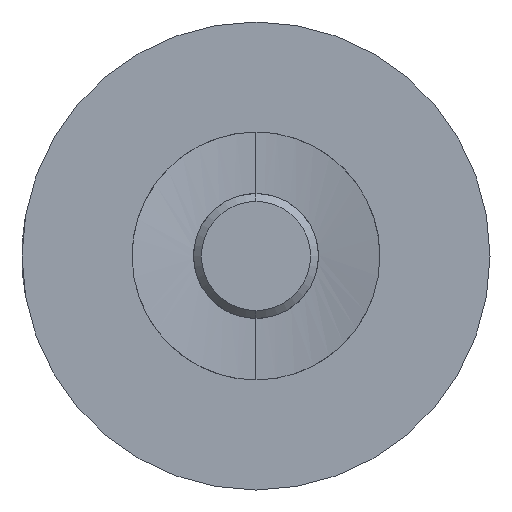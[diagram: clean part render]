
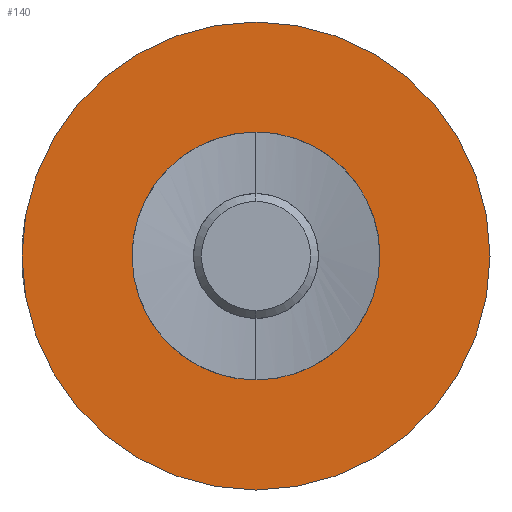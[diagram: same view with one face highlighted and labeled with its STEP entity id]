
A CAD part, left-side view. The second image highlights one B-rep face of the part: STEP entity #140.
In plain terms, the highlighted planar face has unit normal (-1, 0, 0).
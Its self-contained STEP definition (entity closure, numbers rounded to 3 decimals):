
#2 = DIRECTION ( 'NONE',  ( 0., 0., -1. ) ) ;
#115 = ORIENTED_EDGE ( 'NONE', *, *, #373, .F. ) ;
#119 = AXIS2_PLACEMENT_3D ( 'NONE', #1680, #1197, #1653 ) ;
#132 = CIRCLE ( 'NONE', #1527, 4. ) ;
#140 = ADVANCED_FACE ( 'NONE', ( #1436, #988 ), #1606, .F. ) ;
#163 = DIRECTION ( 'NONE',  ( 0., 0., -1. ) ) ;
#187 = DIRECTION ( 'NONE',  ( -1., 0., 0. ) ) ;
#200 = EDGE_LOOP ( 'NONE', ( #203, #1989 ) ) ;
#203 = ORIENTED_EDGE ( 'NONE', *, *, #312, .F. ) ;
#204 = AXIS2_PLACEMENT_3D ( 'NONE', #1078, #469, #163 ) ;
#312 = EDGE_CURVE ( 'NONE', #1875, #1950, #1077, .T. ) ;
#346 = AXIS2_PLACEMENT_3D ( 'NONE', #1079, #1046, #590 ) ;
#373 = EDGE_CURVE ( 'NONE', #420, #991, #657, .T. ) ;
#403 = CARTESIAN_POINT ( 'NONE',  ( 3.346, 0., 4. ) ) ;
#420 = VERTEX_POINT ( 'NONE', #1131 ) ;
#466 = EDGE_CURVE ( 'NONE', #991, #420, #132, .T. ) ;
#469 = DIRECTION ( 'NONE',  ( 1., 0., 0. ) ) ;
#490 = CARTESIAN_POINT ( 'NONE',  ( 3.346, 0., 0. ) ) ;
#495 = ORIENTED_EDGE ( 'NONE', *, *, #466, .F. ) ;
#556 = AXIS2_PLACEMENT_3D ( 'NONE', #490, #187, #2 ) ;
#590 = DIRECTION ( 'NONE',  ( 0., 0., -1. ) ) ;
#657 = CIRCLE ( 'NONE', #556, 4. ) ;
#708 = EDGE_LOOP ( 'NONE', ( #495, #115 ) ) ;
#823 = DIRECTION ( 'NONE',  ( -1., 0., 0. ) ) ;
#988 = FACE_BOUND ( 'NONE', #708, .T. ) ;
#991 = VERTEX_POINT ( 'NONE', #403 ) ;
#1046 = DIRECTION ( 'NONE',  ( 1., 0., 0. ) ) ;
#1077 = CIRCLE ( 'NONE', #204, 15. ) ;
#1078 = CARTESIAN_POINT ( 'NONE',  ( 3.346, 0., 0. ) ) ;
#1079 = CARTESIAN_POINT ( 'NONE',  ( 3.346, 0., 0. ) ) ;
#1131 = CARTESIAN_POINT ( 'NONE',  ( 3.346, 0., -4. ) ) ;
#1168 = CARTESIAN_POINT ( 'NONE',  ( 3.346, 0., 0. ) ) ;
#1197 = DIRECTION ( 'NONE',  ( 1., 0., 0. ) ) ;
#1299 = EDGE_CURVE ( 'NONE', #1950, #1875, #1438, .T. ) ;
#1436 = FACE_OUTER_BOUND ( 'NONE', #200, .T. ) ;
#1438 = CIRCLE ( 'NONE', #346, 15. ) ;
#1527 = AXIS2_PLACEMENT_3D ( 'NONE', #1168, #823, #1934 ) ;
#1567 = CARTESIAN_POINT ( 'NONE',  ( 3.346, 0., -15. ) ) ;
#1606 = PLANE ( 'NONE',  #119 ) ;
#1653 = DIRECTION ( 'NONE',  ( 0., 0., -1. ) ) ;
#1680 = CARTESIAN_POINT ( 'NONE',  ( 3.346, -21.984, -17. ) ) ;
#1693 = CARTESIAN_POINT ( 'NONE',  ( 3.346, 0., 15. ) ) ;
#1875 = VERTEX_POINT ( 'NONE', #1693 ) ;
#1934 = DIRECTION ( 'NONE',  ( 0., 0., -1. ) ) ;
#1950 = VERTEX_POINT ( 'NONE', #1567 ) ;
#1989 = ORIENTED_EDGE ( 'NONE', *, *, #1299, .F. ) ;
